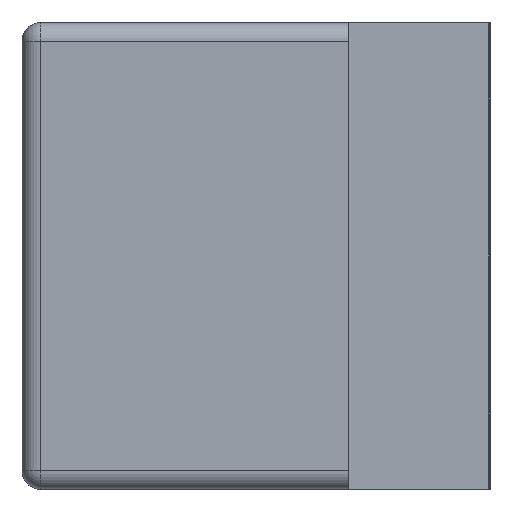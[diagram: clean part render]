
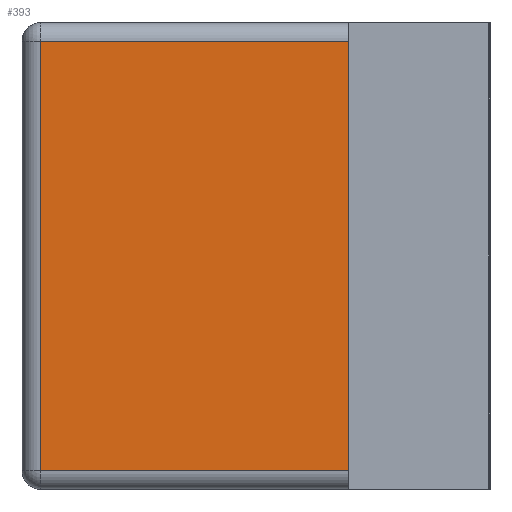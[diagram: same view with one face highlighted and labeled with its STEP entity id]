
A CAD part, left-side view. The second image highlights one B-rep face of the part: STEP entity #393.
In plain terms, the highlighted planar face has unit normal (-1, 0, 0).
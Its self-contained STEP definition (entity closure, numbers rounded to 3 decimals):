
#51 = VERTEX_POINT ( 'NONE', #2127 ) ;
#63 = VERTEX_POINT ( 'NONE', #1142 ) ;
#128 = CARTESIAN_POINT ( 'NONE',  ( -0.4, -0.1, -0.23 ) ) ;
#139 = DIRECTION ( 'NONE',  ( 0., 0., -1. ) ) ;
#337 = VECTOR ( 'NONE', #784, 1000. ) ;
#350 = ORIENTED_EDGE ( 'NONE', *, *, #2116, .T. ) ;
#393 = ADVANCED_FACE ( 'NONE', ( #868 ), #415, .F. ) ;
#415 = PLANE ( 'NONE',  #1690 ) ;
#416 = EDGE_CURVE ( 'NONE', #1073, #51, #1601, .T. ) ;
#437 = VECTOR ( 'NONE', #139, 1000. ) ;
#454 = ORIENTED_EDGE ( 'NONE', *, *, #464, .T. ) ;
#464 = EDGE_CURVE ( 'NONE', #51, #1349, #615, .T. ) ;
#472 = VECTOR ( 'NONE', #1844, 1000. ) ;
#496 = EDGE_CURVE ( 'NONE', #1349, #63, #1251, .T. ) ;
#589 = CARTESIAN_POINT ( 'NONE',  ( -0.4, -0.1, -0.23 ) ) ;
#595 = DIRECTION ( 'NONE',  ( 0., 0., -1. ) ) ;
#615 = LINE ( 'NONE', #128, #337 ) ;
#768 = CARTESIAN_POINT ( 'NONE',  ( -0.4, 0.23, 0.23 ) ) ;
#784 = DIRECTION ( 'NONE',  ( 0., -1., 0. ) ) ;
#808 = CARTESIAN_POINT ( 'NONE',  ( -0.4, 0.23, 0.23 ) ) ;
#868 = FACE_OUTER_BOUND ( 'NONE', #1990, .T. ) ;
#953 = CARTESIAN_POINT ( 'NONE',  ( -0.4, 0.23, -0.25 ) ) ;
#1073 = VERTEX_POINT ( 'NONE', #768 ) ;
#1142 = CARTESIAN_POINT ( 'NONE',  ( -0.4, -0.1, 0.23 ) ) ;
#1242 = CARTESIAN_POINT ( 'NONE',  ( -0.4, -0.1, 0.25 ) ) ;
#1251 = LINE ( 'NONE', #1492, #472 ) ;
#1349 = VERTEX_POINT ( 'NONE', #589 ) ;
#1356 = ORIENTED_EDGE ( 'NONE', *, *, #496, .T. ) ;
#1488 = DIRECTION ( 'NONE',  ( 0., 1., 0. ) ) ;
#1492 = CARTESIAN_POINT ( 'NONE',  ( -0.4, -0.1, -0.25 ) ) ;
#1544 = ORIENTED_EDGE ( 'NONE', *, *, #416, .T. ) ;
#1601 = LINE ( 'NONE', #953, #437 ) ;
#1690 = AXIS2_PLACEMENT_3D ( 'NONE', #1242, #1913, #595 ) ;
#1815 = LINE ( 'NONE', #808, #1878 ) ;
#1844 = DIRECTION ( 'NONE',  ( 0., 0., 1. ) ) ;
#1878 = VECTOR ( 'NONE', #1488, 1000. ) ;
#1913 = DIRECTION ( 'NONE',  ( 1., 0., 0. ) ) ;
#1990 = EDGE_LOOP ( 'NONE', ( #1544, #454, #1356, #350 ) ) ;
#2116 = EDGE_CURVE ( 'NONE', #63, #1073, #1815, .T. ) ;
#2127 = CARTESIAN_POINT ( 'NONE',  ( -0.4, 0.23, -0.23 ) ) ;
